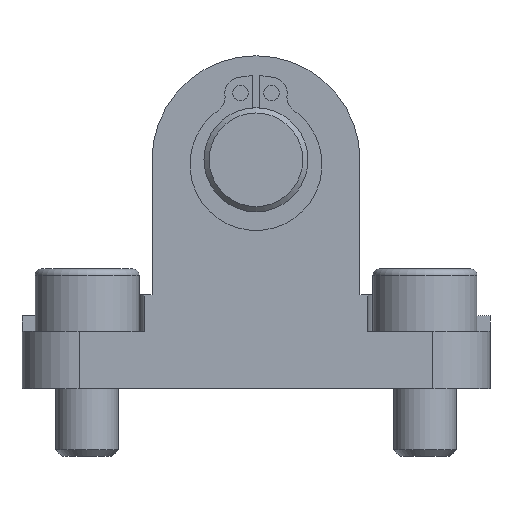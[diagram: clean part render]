
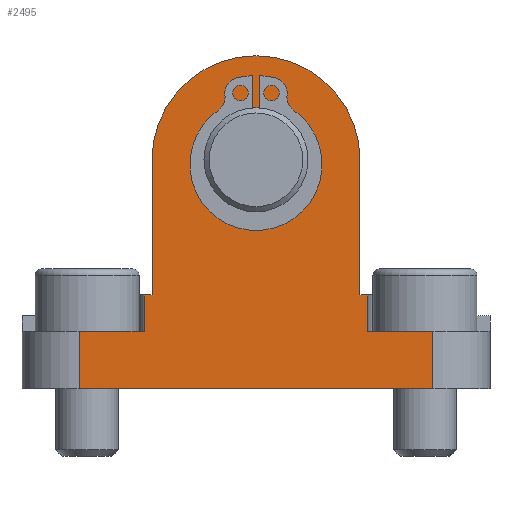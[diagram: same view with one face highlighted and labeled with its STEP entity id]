
A CAD part, left-side view. The second image highlights one B-rep face of the part: STEP entity #2495.
In plain terms, the highlighted planar face has unit normal (-1, 0, 0).
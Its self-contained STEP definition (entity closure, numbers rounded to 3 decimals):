
#131=LINE('',#4010,#295);
#135=LINE('',#4018,#299);
#142=LINE('',#4035,#306);
#145=LINE('',#4044,#309);
#163=LINE('',#4091,#327);
#164=LINE('',#4094,#328);
#173=LINE('',#4117,#337);
#175=LINE('',#4123,#339);
#181=LINE('',#4137,#345);
#187=LINE('',#4153,#351);
#188=LINE('',#4154,#352);
#295=VECTOR('',#3280,0.75);
#299=VECTOR('',#3284,0.75);
#306=VECTOR('',#3297,13.);
#309=VECTOR('',#3308,13.);
#327=VECTOR('',#3352,3.5);
#328=VECTOR('',#3355,6.25);
#337=VECTOR('',#3376,3.5);
#339=VECTOR('',#3382,6.25);
#345=VECTOR('',#3396,5.5);
#351=VECTOR('',#3414,5.5);
#352=VECTOR('',#3415,34.);
#492=FACE_BOUND('',#841,.T.);
#635=FACE_OUTER_BOUND('',#840,.T.);
#840=EDGE_LOOP('',(#2047,#2048,#2049,#2050,#2051,#2052,#2053,#2054,#2055,
#2056,#2057,#2058));
#841=EDGE_LOOP('',(#2059));
#949=CIRCLE('',#2685,5.);
#967=CIRCLE('',#2721,10.);
#1125=VERTEX_POINT('',#3940);
#1149=VERTEX_POINT('',#4007);
#1150=VERTEX_POINT('',#4009);
#1153=VERTEX_POINT('',#4015);
#1154=VERTEX_POINT('',#4017);
#1161=VERTEX_POINT('',#4033);
#1163=VERTEX_POINT('',#4039);
#1179=VERTEX_POINT('',#4089);
#1180=VERTEX_POINT('',#4093);
#1188=VERTEX_POINT('',#4115);
#1190=VERTEX_POINT('',#4121);
#1194=VERTEX_POINT('',#4136);
#1198=VERTEX_POINT('',#4152);
#1397=EDGE_CURVE('',#1125,#1125,#949,.T.);
#1425=EDGE_CURVE('',#1150,#1149,#131,.T.);
#1429=EDGE_CURVE('',#1154,#1153,#135,.T.);
#1438=EDGE_CURVE('',#1153,#1161,#142,.T.);
#1441=EDGE_CURVE('',#1161,#1163,#967,.T.);
#1443=EDGE_CURVE('',#1163,#1150,#145,.T.);
#1466=EDGE_CURVE('',#1179,#1154,#163,.T.);
#1467=EDGE_CURVE('',#1180,#1179,#164,.T.);
#1479=EDGE_CURVE('',#1149,#1188,#173,.T.);
#1482=EDGE_CURVE('',#1188,#1190,#175,.T.);
#1489=EDGE_CURVE('',#1194,#1180,#181,.T.);
#1497=EDGE_CURVE('',#1198,#1190,#187,.T.);
#1498=EDGE_CURVE('',#1198,#1194,#188,.T.);
#2047=ORIENTED_EDGE('',*,*,#1467,.T.);
#2048=ORIENTED_EDGE('',*,*,#1466,.T.);
#2049=ORIENTED_EDGE('',*,*,#1429,.T.);
#2050=ORIENTED_EDGE('',*,*,#1438,.T.);
#2051=ORIENTED_EDGE('',*,*,#1441,.T.);
#2052=ORIENTED_EDGE('',*,*,#1443,.T.);
#2053=ORIENTED_EDGE('',*,*,#1425,.T.);
#2054=ORIENTED_EDGE('',*,*,#1479,.T.);
#2055=ORIENTED_EDGE('',*,*,#1482,.T.);
#2056=ORIENTED_EDGE('',*,*,#1497,.F.);
#2057=ORIENTED_EDGE('',*,*,#1498,.T.);
#2058=ORIENTED_EDGE('',*,*,#1489,.T.);
#2059=ORIENTED_EDGE('',*,*,#1397,.T.);
#2208=PLANE('',#2754);
#2495=ADVANCED_FACE('',(#635,#492),#2208,.T.);
#2685=AXIS2_PLACEMENT_3D('',#3941,#3205,#3206);
#2721=AXIS2_PLACEMENT_3D('',#4041,#3303,#3304);
#2754=AXIS2_PLACEMENT_3D('',#4151,#3412,#3413);
#3205=DIRECTION('center_axis',(1.,0.,0.));
#3206=DIRECTION('ref_axis',(0.,1.,0.));
#3280=DIRECTION('',(0.,1.,0.));
#3284=DIRECTION('',(0.,1.,0.));
#3297=DIRECTION('',(0.,0.,1.));
#3303=DIRECTION('center_axis',(-1.,0.,0.));
#3304=DIRECTION('ref_axis',(0.,-1.,0.));
#3308=DIRECTION('',(0.,0.,-1.));
#3352=DIRECTION('',(0.,0.,1.));
#3355=DIRECTION('',(0.,1.,0.));
#3376=DIRECTION('',(0.,0.,-1.));
#3382=DIRECTION('',(0.,1.,0.));
#3396=DIRECTION('',(0.,0.,1.));
#3412=DIRECTION('center_axis',(-1.,0.,0.));
#3413=DIRECTION('ref_axis',(0.,0.,-1.));
#3414=DIRECTION('',(0.,0.,1.));
#3415=DIRECTION('',(0.,-1.,0.));
#3940=CARTESIAN_POINT('',(-22.5,-5.,22.));
#3941=CARTESIAN_POINT('Origin',(-22.5,0.,22.));
#4007=CARTESIAN_POINT('',(-22.5,10.75,9.));
#4009=CARTESIAN_POINT('',(-22.5,10.,9.));
#4010=CARTESIAN_POINT('',(-22.5,17.,9.));
#4015=CARTESIAN_POINT('',(-22.5,-10.,9.));
#4017=CARTESIAN_POINT('',(-22.5,-10.75,9.));
#4018=CARTESIAN_POINT('',(-22.5,17.,9.));
#4033=CARTESIAN_POINT('',(-22.5,-10.,22.));
#4035=CARTESIAN_POINT('',(-22.5,-10.,9.));
#4039=CARTESIAN_POINT('',(-22.5,10.,22.));
#4041=CARTESIAN_POINT('Origin',(-22.5,0.,22.));
#4044=CARTESIAN_POINT('',(-22.5,10.,22.));
#4089=CARTESIAN_POINT('',(-22.5,-10.75,5.5));
#4091=CARTESIAN_POINT('',(-22.5,-10.75,4.5));
#4093=CARTESIAN_POINT('',(-22.5,-17.,5.5));
#4094=CARTESIAN_POINT('',(-22.5,-16.813,5.5));
#4115=CARTESIAN_POINT('',(-22.5,10.75,5.5));
#4117=CARTESIAN_POINT('',(-22.5,10.75,4.5));
#4121=CARTESIAN_POINT('',(-22.5,17.,5.5));
#4123=CARTESIAN_POINT('',(-22.5,-0.187,5.5));
#4136=CARTESIAN_POINT('',(-22.5,-17.,0.));
#4137=CARTESIAN_POINT('',(-22.5,-17.,0.));
#4151=CARTESIAN_POINT('Origin',(-22.5,-17.,0.));
#4152=CARTESIAN_POINT('',(-22.5,17.,0.));
#4153=CARTESIAN_POINT('',(-22.5,17.,0.));
#4154=CARTESIAN_POINT('',(-22.5,17.,0.));
